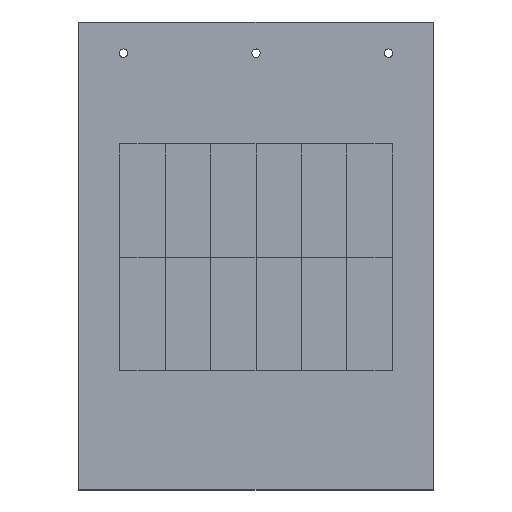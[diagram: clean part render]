
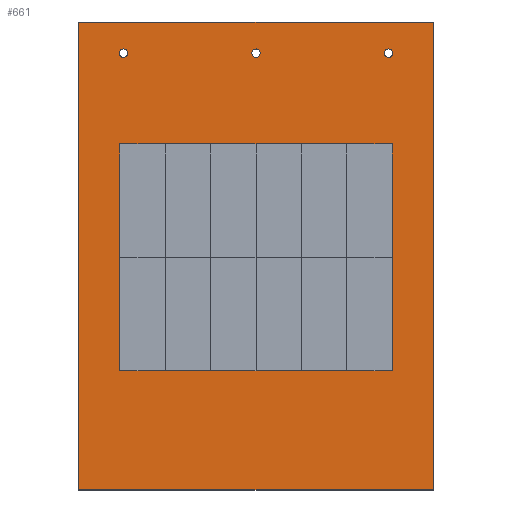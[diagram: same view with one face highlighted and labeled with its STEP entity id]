
A CAD part, top view. The second image highlights one B-rep face of the part: STEP entity #661.
In plain terms, the highlighted planar face has unit normal (0, 0, 1).
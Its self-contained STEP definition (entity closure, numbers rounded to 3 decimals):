
#44=DIRECTION('',(-1.,0.,0.));
#45=VECTOR('',#44,125.);
#46=CARTESIAN_POINT('',(125.,0.,0.));
#47=LINE('',#46,#45);
#51=DIRECTION('',(0.,1.,0.));
#52=VECTOR('',#51,165.);
#53=CARTESIAN_POINT('',(0.,0.,0.));
#54=LINE('',#53,#52);
#58=DIRECTION('',(1.,0.,0.));
#59=VECTOR('',#58,125.);
#60=CARTESIAN_POINT('',(0.,165.,0.));
#61=LINE('',#60,#59);
#65=DIRECTION('',(0.,-1.,0.));
#66=VECTOR('',#65,165.);
#67=CARTESIAN_POINT('',(125.,165.,0.));
#68=LINE('',#67,#66);
#72=CARTESIAN_POINT('',(62.5,154.,0.));
#73=DIRECTION('',(0.,0.,1.));
#74=DIRECTION('',(-1.,0.,0.));
#75=AXIS2_PLACEMENT_3D('',#72,#73,#74);
#80=CARTESIAN_POINT('',(62.5,154.,0.));
#81=DIRECTION('',(0.,0.,1.));
#82=DIRECTION('',(1.,0.,0.));
#83=AXIS2_PLACEMENT_3D('',#80,#81,#82);
#88=CARTESIAN_POINT('',(15.75,154.,0.));
#89=DIRECTION('',(0.,0.,1.));
#90=DIRECTION('',(1.,0.,0.));
#91=AXIS2_PLACEMENT_3D('',#88,#89,#90);
#96=CARTESIAN_POINT('',(15.75,154.,0.));
#97=DIRECTION('',(0.,0.,1.));
#98=DIRECTION('',(0.,1.,0.));
#99=AXIS2_PLACEMENT_3D('',#96,#97,#98);
#104=CARTESIAN_POINT('',(15.75,154.,0.));
#105=DIRECTION('',(0.,0.,1.));
#106=DIRECTION('',(-1.,0.,0.));
#107=AXIS2_PLACEMENT_3D('',#104,#105,#106);
#112=CARTESIAN_POINT('',(109.25,154.,0.));
#113=DIRECTION('',(0.,0.,1.));
#114=DIRECTION('',(-1.,0.,0.));
#115=AXIS2_PLACEMENT_3D('',#112,#113,#114);
#120=CARTESIAN_POINT('',(109.25,154.,0.));
#121=DIRECTION('',(0.,0.,1.));
#122=DIRECTION('',(1.,0.,0.));
#123=AXIS2_PLACEMENT_3D('',#120,#121,#122);
#282=DIRECTION('',(0.,-1.,0.));
#283=VECTOR('',#282,40.);
#284=CARTESIAN_POINT('',(110.5,82.,0.));
#285=LINE('',#284,#283);
#289=DIRECTION('',(-1.,0.,0.));
#290=VECTOR('',#289,16.);
#291=CARTESIAN_POINT('',(110.5,42.,0.));
#292=LINE('',#291,#290);
#310=DIRECTION('',(-1.,0.,0.));
#311=VECTOR('',#310,16.);
#312=CARTESIAN_POINT('',(94.5,42.,0.));
#313=LINE('',#312,#311);
#317=DIRECTION('',(-1.,0.,0.));
#318=VECTOR('',#317,16.);
#319=CARTESIAN_POINT('',(78.5,42.,0.));
#320=LINE('',#319,#318);
#338=DIRECTION('',(-1.,0.,0.));
#339=VECTOR('',#338,16.);
#340=CARTESIAN_POINT('',(62.5,42.,0.));
#341=LINE('',#340,#339);
#345=DIRECTION('',(-1.,0.,0.));
#346=VECTOR('',#345,16.);
#347=CARTESIAN_POINT('',(46.5,42.,0.));
#348=LINE('',#347,#346);
#359=DIRECTION('',(-1.,0.,0.));
#360=VECTOR('',#359,16.);
#361=CARTESIAN_POINT('',(30.5,42.,0.));
#362=LINE('',#361,#360);
#366=DIRECTION('',(0.,1.,0.));
#367=VECTOR('',#366,40.);
#368=CARTESIAN_POINT('',(14.5,42.,0.));
#369=LINE('',#368,#367);
#380=DIRECTION('',(0.,1.,0.));
#381=VECTOR('',#380,40.);
#382=CARTESIAN_POINT('',(14.5,82.,0.));
#383=LINE('',#382,#381);
#387=DIRECTION('',(1.,0.,0.));
#388=VECTOR('',#387,16.);
#389=CARTESIAN_POINT('',(14.5,122.,0.));
#390=LINE('',#389,#388);
#401=DIRECTION('',(1.,0.,0.));
#402=VECTOR('',#401,16.);
#403=CARTESIAN_POINT('',(30.5,122.,0.));
#404=LINE('',#403,#402);
#422=DIRECTION('',(1.,0.,0.));
#423=VECTOR('',#422,16.);
#424=CARTESIAN_POINT('',(46.5,122.,0.));
#425=LINE('',#424,#423);
#443=DIRECTION('',(1.,0.,0.));
#444=VECTOR('',#443,16.);
#445=CARTESIAN_POINT('',(62.5,122.,0.));
#446=LINE('',#445,#444);
#464=DIRECTION('',(1.,0.,0.));
#465=VECTOR('',#464,16.);
#466=CARTESIAN_POINT('',(78.5,122.,0.));
#467=LINE('',#466,#465);
#485=DIRECTION('',(1.,0.,0.));
#486=VECTOR('',#485,16.);
#487=CARTESIAN_POINT('',(94.5,122.,0.));
#488=LINE('',#487,#486);
#492=DIRECTION('',(0.,-1.,0.));
#493=VECTOR('',#492,40.);
#494=CARTESIAN_POINT('',(110.5,122.,0.));
#495=LINE('',#494,#493);
#506=CARTESIAN_POINT('',(125.,0.,0.));
#507=CARTESIAN_POINT('',(0.,0.,0.));
#508=VERTEX_POINT('',#506);
#509=VERTEX_POINT('',#507);
#510=CARTESIAN_POINT('',(0.,165.,0.));
#511=VERTEX_POINT('',#510);
#512=CARTESIAN_POINT('',(125.,165.,0.));
#513=VERTEX_POINT('',#512);
#514=CARTESIAN_POINT('',(61.,154.,0.));
#515=CARTESIAN_POINT('',(64.,154.,0.));
#516=VERTEX_POINT('',#514);
#517=VERTEX_POINT('',#515);
#518=CARTESIAN_POINT('',(17.25,154.,0.));
#519=CARTESIAN_POINT('',(15.75,155.5,0.));
#520=VERTEX_POINT('',#518);
#521=VERTEX_POINT('',#519);
#522=CARTESIAN_POINT('',(14.25,154.,0.));
#523=VERTEX_POINT('',#522);
#524=CARTESIAN_POINT('',(107.75,154.,0.));
#525=CARTESIAN_POINT('',(110.75,154.,0.));
#526=VERTEX_POINT('',#524);
#527=VERTEX_POINT('',#525);
#528=CARTESIAN_POINT('',(110.5,82.,0.));
#529=CARTESIAN_POINT('',(110.5,42.,0.));
#530=VERTEX_POINT('',#528);
#531=VERTEX_POINT('',#529);
#532=CARTESIAN_POINT('',(110.5,122.,0.));
#533=VERTEX_POINT('',#532);
#534=CARTESIAN_POINT('',(94.5,122.,0.));
#535=VERTEX_POINT('',#534);
#536=CARTESIAN_POINT('',(78.5,122.,0.));
#537=VERTEX_POINT('',#536);
#538=CARTESIAN_POINT('',(62.5,122.,0.));
#539=VERTEX_POINT('',#538);
#540=CARTESIAN_POINT('',(46.5,122.,0.));
#541=VERTEX_POINT('',#540);
#542=CARTESIAN_POINT('',(30.5,122.,0.));
#543=VERTEX_POINT('',#542);
#544=CARTESIAN_POINT('',(14.5,122.,0.));
#545=VERTEX_POINT('',#544);
#546=CARTESIAN_POINT('',(14.5,82.,0.));
#547=VERTEX_POINT('',#546);
#548=CARTESIAN_POINT('',(14.5,42.,0.));
#549=VERTEX_POINT('',#548);
#550=CARTESIAN_POINT('',(30.5,42.,0.));
#551=VERTEX_POINT('',#550);
#552=CARTESIAN_POINT('',(46.5,42.,0.));
#553=VERTEX_POINT('',#552);
#554=CARTESIAN_POINT('',(62.5,42.,0.));
#555=VERTEX_POINT('',#554);
#556=CARTESIAN_POINT('',(78.5,42.,0.));
#557=VERTEX_POINT('',#556);
#558=CARTESIAN_POINT('',(94.5,42.,0.));
#559=VERTEX_POINT('',#558);
#592=CARTESIAN_POINT('',(0.,0.,0.));
#593=DIRECTION('',(0.,0.,1.));
#594=DIRECTION('',(1.,0.,0.));
#595=AXIS2_PLACEMENT_3D('',#592,#593,#594);
#596=PLANE('',#595);
#598=ORIENTED_EDGE('',*,*,#597,.T.);
#600=ORIENTED_EDGE('',*,*,#599,.T.);
#602=ORIENTED_EDGE('',*,*,#601,.T.);
#604=ORIENTED_EDGE('',*,*,#603,.T.);
#605=EDGE_LOOP('',(#598,#600,#602,#604));
#606=FACE_OUTER_BOUND('',#605,.F.);
#608=ORIENTED_EDGE('',*,*,#607,.T.);
#610=ORIENTED_EDGE('',*,*,#609,.T.);
#611=EDGE_LOOP('',(#608,#610));
#612=FACE_BOUND('',#611,.F.);
#614=ORIENTED_EDGE('',*,*,#613,.T.);
#616=ORIENTED_EDGE('',*,*,#615,.T.);
#618=ORIENTED_EDGE('',*,*,#617,.T.);
#619=EDGE_LOOP('',(#614,#616,#618));
#620=FACE_BOUND('',#619,.F.);
#622=ORIENTED_EDGE('',*,*,#621,.T.);
#624=ORIENTED_EDGE('',*,*,#623,.T.);
#625=EDGE_LOOP('',(#622,#624));
#626=FACE_BOUND('',#625,.F.);
#628=ORIENTED_EDGE('',*,*,#627,.F.);
#630=ORIENTED_EDGE('',*,*,#629,.F.);
#632=ORIENTED_EDGE('',*,*,#631,.F.);
#634=ORIENTED_EDGE('',*,*,#633,.F.);
#636=ORIENTED_EDGE('',*,*,#635,.F.);
#638=ORIENTED_EDGE('',*,*,#637,.F.);
#640=ORIENTED_EDGE('',*,*,#639,.F.);
#642=ORIENTED_EDGE('',*,*,#641,.F.);
#644=ORIENTED_EDGE('',*,*,#643,.F.);
#646=ORIENTED_EDGE('',*,*,#645,.F.);
#648=ORIENTED_EDGE('',*,*,#647,.F.);
#650=ORIENTED_EDGE('',*,*,#649,.F.);
#652=ORIENTED_EDGE('',*,*,#651,.F.);
#654=ORIENTED_EDGE('',*,*,#653,.F.);
#656=ORIENTED_EDGE('',*,*,#655,.F.);
#658=ORIENTED_EDGE('',*,*,#657,.F.);
#659=EDGE_LOOP('',(#628,#630,#632,#634,#636,#638,#640,#642,#644,#646,#648,#650,
#652,#654,#656,#658));
#660=FACE_BOUND('',#659,.F.);
#76=CIRCLE('',#75,1.5);
#84=CIRCLE('',#83,1.5);
#92=CIRCLE('',#91,1.5);
#100=CIRCLE('',#99,1.5);
#108=CIRCLE('',#107,1.5);
#116=CIRCLE('',#115,1.5);
#124=CIRCLE('',#123,1.5);
#597=EDGE_CURVE('',#508,#509,#47,.T.);
#599=EDGE_CURVE('',#509,#511,#54,.T.);
#601=EDGE_CURVE('',#511,#513,#61,.T.);
#603=EDGE_CURVE('',#513,#508,#68,.T.);
#607=EDGE_CURVE('',#516,#517,#76,.T.);
#609=EDGE_CURVE('',#517,#516,#84,.T.);
#613=EDGE_CURVE('',#520,#521,#92,.T.);
#615=EDGE_CURVE('',#521,#523,#100,.T.);
#617=EDGE_CURVE('',#523,#520,#108,.T.);
#621=EDGE_CURVE('',#526,#527,#116,.T.);
#623=EDGE_CURVE('',#527,#526,#124,.T.);
#627=EDGE_CURVE('',#530,#531,#285,.T.);
#629=EDGE_CURVE('',#533,#530,#495,.T.);
#631=EDGE_CURVE('',#535,#533,#488,.T.);
#633=EDGE_CURVE('',#537,#535,#467,.T.);
#635=EDGE_CURVE('',#539,#537,#446,.T.);
#637=EDGE_CURVE('',#541,#539,#425,.T.);
#639=EDGE_CURVE('',#543,#541,#404,.T.);
#641=EDGE_CURVE('',#545,#543,#390,.T.);
#643=EDGE_CURVE('',#547,#545,#383,.T.);
#645=EDGE_CURVE('',#549,#547,#369,.T.);
#647=EDGE_CURVE('',#551,#549,#362,.T.);
#649=EDGE_CURVE('',#553,#551,#348,.T.);
#651=EDGE_CURVE('',#555,#553,#341,.T.);
#653=EDGE_CURVE('',#557,#555,#320,.T.);
#655=EDGE_CURVE('',#559,#557,#313,.T.);
#657=EDGE_CURVE('',#531,#559,#292,.T.);
#661=ADVANCED_FACE('',(#606,#612,#620,#626,#660),#596,.T.);
